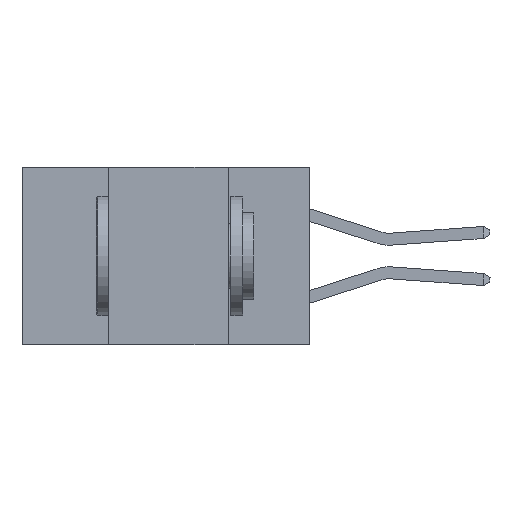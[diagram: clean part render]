
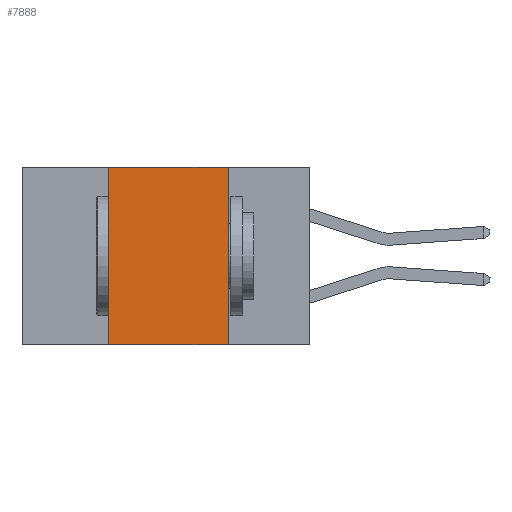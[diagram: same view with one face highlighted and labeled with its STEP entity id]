
A CAD part, left-side view. The second image highlights one B-rep face of the part: STEP entity #7888.
In plain terms, the highlighted planar face has unit normal (-1, 0, 0).
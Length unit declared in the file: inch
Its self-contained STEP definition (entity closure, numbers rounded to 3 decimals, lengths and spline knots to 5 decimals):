
#632 = EDGE_CURVE ( 'NONE', #5556, #15451, #5815, .T. ) ;
#1601 = DIRECTION ( 'NONE',  ( 0., 0., -1. ) ) ;
#1709 = DIRECTION ( 'NONE',  ( 0., -1., 0. ) ) ;
#2064 = FACE_OUTER_BOUND ( 'NONE', #18773, .T. ) ;
#2221 = LINE ( 'NONE', #22774, #22243 ) ;
#2263 = VERTEX_POINT ( 'NONE', #10873 ) ;
#2408 = LINE ( 'NONE', #11525, #12281 ) ;
#2983 = DIRECTION ( 'NONE',  ( 0., 0., 1. ) ) ;
#3049 = ORIENTED_EDGE ( 'NONE', *, *, #7248, .T. ) ;
#3791 = VERTEX_POINT ( 'NONE', #19129 ) ;
#4598 = EDGE_CURVE ( 'NONE', #2263, #3791, #2221, .T. ) ;
#5556 = VERTEX_POINT ( 'NONE', #22940 ) ;
#5723 = CARTESIAN_POINT ( 'NONE',  ( 0., 0.6, 0. ) ) ;
#5815 = LINE ( 'NONE', #19473, #20094 ) ;
#7248 = EDGE_CURVE ( 'NONE', #2263, #15451, #2408, .T. ) ;
#7325 = ORIENTED_EDGE ( 'NONE', *, *, #4598, .F. ) ;
#7888 = ADVANCED_FACE ( 'NONE', ( #2064 ), #19069, .F. ) ;
#9601 = ORIENTED_EDGE ( 'NONE', *, *, #632, .F. ) ;
#10873 = CARTESIAN_POINT ( 'NONE',  ( 0., 0.42, -0.37 ) ) ;
#11525 = CARTESIAN_POINT ( 'NONE',  ( 0., 0.6, -0.37 ) ) ;
#11767 = AXIS2_PLACEMENT_3D ( 'NONE', #24714, #13362, #1601 ) ;
#12281 = VECTOR ( 'NONE', #1709, 39.37008 ) ;
#13098 = CARTESIAN_POINT ( 'NONE',  ( 0., 0.17, -0.37 ) ) ;
#13362 = DIRECTION ( 'NONE',  ( 1., 0., 0. ) ) ;
#15451 = VERTEX_POINT ( 'NONE', #13098 ) ;
#18773 = EDGE_LOOP ( 'NONE', ( #9601, #23021, #7325, #3049 ) ) ;
#19069 = PLANE ( 'NONE',  #11767 ) ;
#19129 = CARTESIAN_POINT ( 'NONE',  ( 0., 0.42, 0. ) ) ;
#19230 = VECTOR ( 'NONE', #24972, 39.37008 ) ;
#19473 = CARTESIAN_POINT ( 'NONE',  ( 0., 0.17, 0. ) ) ;
#19758 = DIRECTION ( 'NONE',  ( 0., 0., -1. ) ) ;
#20094 = VECTOR ( 'NONE', #19758, 39.37008 ) ;
#22243 = VECTOR ( 'NONE', #2983, 39.37008 ) ;
#22601 = EDGE_CURVE ( 'NONE', #3791, #5556, #24207, .T. ) ;
#22774 = CARTESIAN_POINT ( 'NONE',  ( 0., 0.42, 0. ) ) ;
#22940 = CARTESIAN_POINT ( 'NONE',  ( 0., 0.17, 0. ) ) ;
#23021 = ORIENTED_EDGE ( 'NONE', *, *, #22601, .F. ) ;
#24207 = LINE ( 'NONE', #5723, #19230 ) ;
#24714 = CARTESIAN_POINT ( 'NONE',  ( 0., 0.6, 0. ) ) ;
#24972 = DIRECTION ( 'NONE',  ( 0., -1., 0. ) ) ;
